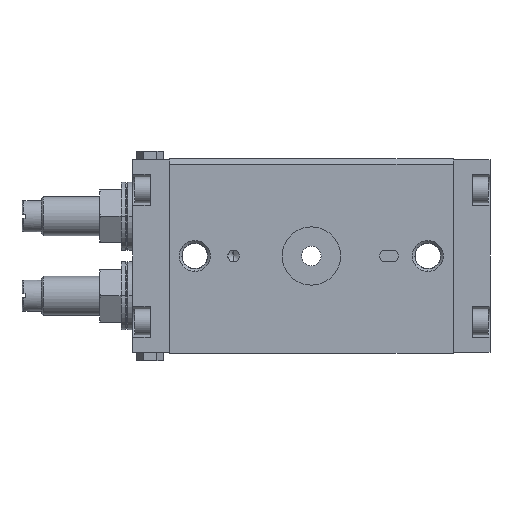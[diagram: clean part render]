
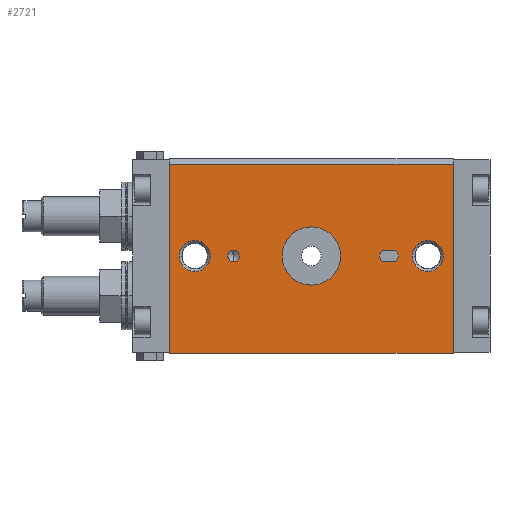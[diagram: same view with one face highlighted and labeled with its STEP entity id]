
A CAD part, front view. The second image highlights one B-rep face of the part: STEP entity #2721.
In plain terms, the highlighted planar face has unit normal (0, -1, 0).
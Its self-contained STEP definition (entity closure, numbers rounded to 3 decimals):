
#59 = ORIENTED_EDGE ( 'NONE', *, *, #14133, .F. ) ;
#120 = CARTESIAN_POINT ( 'NONE',  ( 21., 0., 1.5 ) ) ;
#481 = LINE ( 'NONE', #13715, #3050 ) ;
#521 = DIRECTION ( 'NONE',  ( 0., 1., 0. ) ) ;
#583 = CIRCLE ( 'NONE', #11306, 7.5 ) ;
#703 = EDGE_CURVE ( 'NONE', #13249, #4501, #2253, .T. ) ;
#704 = FACE_BOUND ( 'NONE', #4564, .T. ) ;
#848 = DIRECTION ( 'NONE',  ( -1., 0., 0. ) ) ;
#887 = DIRECTION ( 'NONE',  ( 0., 0., 1. ) ) ;
#1101 = CARTESIAN_POINT ( 'NONE',  ( 19., 0., 0. ) ) ;
#1182 = CARTESIAN_POINT ( 'NONE',  ( -20., 0., 1.5 ) ) ;
#1414 = AXIS2_PLACEMENT_3D ( 'NONE', #2287, #9959, #3384 ) ;
#1427 = EDGE_CURVE ( 'NONE', #2598, #7598, #14086, .T. ) ;
#1642 = VECTOR ( 'NONE', #13162, 1000. ) ;
#1692 = EDGE_CURVE ( 'NONE', #7598, #2598, #4281, .T. ) ;
#1900 = VERTEX_POINT ( 'NONE', #7495 ) ;
#2186 = DIRECTION ( 'NONE',  ( 0., 0., -1. ) ) ;
#2210 = AXIS2_PLACEMENT_3D ( 'NONE', #10709, #7418, #887 ) ;
#2253 = LINE ( 'NONE', #6896, #4791 ) ;
#2287 = CARTESIAN_POINT ( 'NONE',  ( 21., 0., 0. ) ) ;
#2288 = DIRECTION ( 'NONE',  ( 0., -1., 0. ) ) ;
#2320 = EDGE_CURVE ( 'NONE', #8986, #1900, #11695, .T. ) ;
#2473 = EDGE_CURVE ( 'NONE', #12183, #14036, #4462, .T. ) ;
#2518 = EDGE_CURVE ( 'NONE', #1900, #8986, #4116, .T. ) ;
#2598 = VERTEX_POINT ( 'NONE', #2778 ) ;
#2696 = CIRCLE ( 'NONE', #6311, 4. ) ;
#2721 = ADVANCED_FACE ( 'NONE', ( #3273, #704, #8756, #5819, #6506, #2919 ), #9600, .F. ) ;
#2778 = CARTESIAN_POINT ( 'NONE',  ( 30., 0., -4. ) ) ;
#2865 = CARTESIAN_POINT ( 'NONE',  ( 21., 0., 1.5 ) ) ;
#2886 = EDGE_CURVE ( 'NONE', #13434, #13337, #9267, .T. ) ;
#2919 = FACE_OUTER_BOUND ( 'NONE', #12514, .T. ) ;
#3050 = VECTOR ( 'NONE', #6016, 1000. ) ;
#3181 = ORIENTED_EDGE ( 'NONE', *, *, #9306, .F. ) ;
#3183 = DIRECTION ( 'NONE',  ( 0., 1., 0. ) ) ;
#3273 = FACE_BOUND ( 'NONE', #10168, .T. ) ;
#3384 = DIRECTION ( 'NONE',  ( 0., 0., -1. ) ) ;
#3674 = VECTOR ( 'NONE', #848, 1000. ) ;
#4084 = CARTESIAN_POINT ( 'NONE',  ( -20., 0., 0. ) ) ;
#4116 = CIRCLE ( 'NONE', #10449, 1.5 ) ;
#4135 = ORIENTED_EDGE ( 'NONE', *, *, #1427, .T. ) ;
#4254 = CARTESIAN_POINT ( 'NONE',  ( 30., 0., 0. ) ) ;
#4281 = CIRCLE ( 'NONE', #4647, 4. ) ;
#4323 = CARTESIAN_POINT ( 'NONE',  ( 0., 0., -7.5 ) ) ;
#4462 = CIRCLE ( 'NONE', #8223, 1.5 ) ;
#4501 = VERTEX_POINT ( 'NONE', #8992 ) ;
#4548 = CARTESIAN_POINT ( 'NONE',  ( 30., 0., 4. ) ) ;
#4564 = EDGE_LOOP ( 'NONE', ( #4135, #10439 ) ) ;
#4647 = AXIS2_PLACEMENT_3D ( 'NONE', #4254, #11973, #5373 ) ;
#4650 = DIRECTION ( 'NONE',  ( 0., 0., -1. ) ) ;
#4686 = CIRCLE ( 'NONE', #8709, 7.5 ) ;
#4738 = DIRECTION ( 'NONE',  ( 0., -1., 0. ) ) ;
#4791 = VECTOR ( 'NONE', #4650, 1000. ) ;
#4901 = AXIS2_PLACEMENT_3D ( 'NONE', #5399, #13091, #6482 ) ;
#4906 = ORIENTED_EDGE ( 'NONE', *, *, #2473, .F. ) ;
#5174 = ORIENTED_EDGE ( 'NONE', *, *, #2518, .F. ) ;
#5195 = DIRECTION ( 'NONE',  ( 0., 0., -1. ) ) ;
#5218 = VECTOR ( 'NONE', #10769, 1000. ) ;
#5293 = CARTESIAN_POINT ( 'NONE',  ( -30., 0., -4. ) ) ;
#5373 = DIRECTION ( 'NONE',  ( 0., 0., 1. ) ) ;
#5399 = CARTESIAN_POINT ( 'NONE',  ( 30., 0., 0. ) ) ;
#5497 = EDGE_CURVE ( 'NONE', #11082, #11663, #9200, .T. ) ;
#5693 = ORIENTED_EDGE ( 'NONE', *, *, #10207, .T. ) ;
#5712 = CARTESIAN_POINT ( 'NONE',  ( 19., 0., -1.5 ) ) ;
#5819 = FACE_BOUND ( 'NONE', #13279, .T. ) ;
#5885 = EDGE_CURVE ( 'NONE', #13249, #10694, #8848, .T. ) ;
#5934 = EDGE_CURVE ( 'NONE', #4501, #11353, #11428, .T. ) ;
#6016 = DIRECTION ( 'NONE',  ( 1., 0., 0. ) ) ;
#6217 = CARTESIAN_POINT ( 'NONE',  ( 0., 0., 0. ) ) ;
#6276 = CARTESIAN_POINT ( 'NONE',  ( 36.5, 0., 23.586 ) ) ;
#6311 = AXIS2_PLACEMENT_3D ( 'NONE', #7049, #521, #8155 ) ;
#6482 = DIRECTION ( 'NONE',  ( 0., 0., 1. ) ) ;
#6506 = FACE_BOUND ( 'NONE', #11355, .T. ) ;
#6567 = CARTESIAN_POINT ( 'NONE',  ( -36.5, 0., -24.75 ) ) ;
#6645 = CARTESIAN_POINT ( 'NONE',  ( 21., 0., -1.5 ) ) ;
#6896 = CARTESIAN_POINT ( 'NONE',  ( 36.5, 0., 23.586 ) ) ;
#6951 = EDGE_CURVE ( 'NONE', #14036, #11082, #481, .T. ) ;
#6953 = ORIENTED_EDGE ( 'NONE', *, *, #5497, .F. ) ;
#7028 = CARTESIAN_POINT ( 'NONE',  ( -36.5, 0., 23.586 ) ) ;
#7049 = CARTESIAN_POINT ( 'NONE',  ( -30., 0., 0. ) ) ;
#7057 = VERTEX_POINT ( 'NONE', #8418 ) ;
#7062 = CARTESIAN_POINT ( 'NONE',  ( 19., 0., 1.5 ) ) ;
#7104 = ORIENTED_EDGE ( 'NONE', *, *, #2886, .T. ) ;
#7313 = DIRECTION ( 'NONE',  ( 0., 0., -1. ) ) ;
#7418 = DIRECTION ( 'NONE',  ( 0., 1., 0. ) ) ;
#7471 = LINE ( 'NONE', #6567, #1642 ) ;
#7491 = EDGE_CURVE ( 'NONE', #11353, #10694, #7471, .T. ) ;
#7495 = CARTESIAN_POINT ( 'NONE',  ( -20., 0., -1.5 ) ) ;
#7598 = VERTEX_POINT ( 'NONE', #4548 ) ;
#7642 = LINE ( 'NONE', #2865, #13498 ) ;
#7820 = ORIENTED_EDGE ( 'NONE', *, *, #5934, .F. ) ;
#8155 = DIRECTION ( 'NONE',  ( 0., 0., 1. ) ) ;
#8197 = EDGE_LOOP ( 'NONE', ( #5693, #7104 ) ) ;
#8206 = CARTESIAN_POINT ( 'NONE',  ( -36.5, 0., -25. ) ) ;
#8223 = AXIS2_PLACEMENT_3D ( 'NONE', #1101, #8750, #2186 ) ;
#8352 = CARTESIAN_POINT ( 'NONE',  ( 36.5, 0., 23.586 ) ) ;
#8418 = CARTESIAN_POINT ( 'NONE',  ( 0., 0., 7.5 ) ) ;
#8709 = AXIS2_PLACEMENT_3D ( 'NONE', #6217, #13912, #7313 ) ;
#8750 = DIRECTION ( 'NONE',  ( 0., -1., 0. ) ) ;
#8756 = FACE_BOUND ( 'NONE', #8197, .T. ) ;
#8848 = LINE ( 'NONE', #6276, #3674 ) ;
#8859 = CARTESIAN_POINT ( 'NONE',  ( -20., 0., 0. ) ) ;
#8986 = VERTEX_POINT ( 'NONE', #1182 ) ;
#8992 = CARTESIAN_POINT ( 'NONE',  ( 36.5, 0., -25. ) ) ;
#9200 = CIRCLE ( 'NONE', #1414, 1.5 ) ;
#9267 = CIRCLE ( 'NONE', #11064, 4. ) ;
#9306 = EDGE_CURVE ( 'NONE', #7057, #13931, #4686, .T. ) ;
#9600 = PLANE ( 'NONE',  #2210 ) ;
#9657 = ORIENTED_EDGE ( 'NONE', *, *, #5885, .T. ) ;
#9752 = CARTESIAN_POINT ( 'NONE',  ( -30., 0., 0. ) ) ;
#9959 = DIRECTION ( 'NONE',  ( 0., -1., 0. ) ) ;
#9960 = DIRECTION ( 'NONE',  ( 0., 0., -1. ) ) ;
#10168 = EDGE_LOOP ( 'NONE', ( #5174, #12359 ) ) ;
#10207 = EDGE_CURVE ( 'NONE', #13337, #13434, #2696, .T. ) ;
#10439 = ORIENTED_EDGE ( 'NONE', *, *, #1692, .T. ) ;
#10449 = AXIS2_PLACEMENT_3D ( 'NONE', #8859, #2288, #9960 ) ;
#10511 = ORIENTED_EDGE ( 'NONE', *, *, #12239, .F. ) ;
#10536 = DIRECTION ( 'NONE',  ( -1., 0., 0. ) ) ;
#10694 = VERTEX_POINT ( 'NONE', #7028 ) ;
#10709 = CARTESIAN_POINT ( 'NONE',  ( 36.5, 0., 23.586 ) ) ;
#10769 = DIRECTION ( 'NONE',  ( -1., 0., 0. ) ) ;
#10864 = DIRECTION ( 'NONE',  ( 0., 0., 1. ) ) ;
#11064 = AXIS2_PLACEMENT_3D ( 'NONE', #9752, #3183, #10864 ) ;
#11082 = VERTEX_POINT ( 'NONE', #6645 ) ;
#11306 = AXIS2_PLACEMENT_3D ( 'NONE', #11346, #4738, #12437 ) ;
#11346 = CARTESIAN_POINT ( 'NONE',  ( 0., 0., 0. ) ) ;
#11353 = VERTEX_POINT ( 'NONE', #8206 ) ;
#11355 = EDGE_LOOP ( 'NONE', ( #12703, #4906, #10511, #6953 ) ) ;
#11428 = LINE ( 'NONE', #12969, #5218 ) ;
#11663 = VERTEX_POINT ( 'NONE', #120 ) ;
#11695 = CIRCLE ( 'NONE', #13680, 1.5 ) ;
#11802 = DIRECTION ( 'NONE',  ( 0., -1., 0. ) ) ;
#11973 = DIRECTION ( 'NONE',  ( 0., 1., 0. ) ) ;
#11987 = CARTESIAN_POINT ( 'NONE',  ( -30., 0., 4. ) ) ;
#12183 = VERTEX_POINT ( 'NONE', #7062 ) ;
#12239 = EDGE_CURVE ( 'NONE', #11663, #12183, #7642, .T. ) ;
#12359 = ORIENTED_EDGE ( 'NONE', *, *, #2320, .F. ) ;
#12437 = DIRECTION ( 'NONE',  ( 0., 0., -1. ) ) ;
#12514 = EDGE_LOOP ( 'NONE', ( #13893, #9657, #12569, #7820 ) ) ;
#12569 = ORIENTED_EDGE ( 'NONE', *, *, #7491, .F. ) ;
#12703 = ORIENTED_EDGE ( 'NONE', *, *, #6951, .F. ) ;
#12969 = CARTESIAN_POINT ( 'NONE',  ( -36.5, 0., -25. ) ) ;
#13091 = DIRECTION ( 'NONE',  ( 0., 1., 0. ) ) ;
#13162 = DIRECTION ( 'NONE',  ( 0., 0., 1. ) ) ;
#13249 = VERTEX_POINT ( 'NONE', #8352 ) ;
#13279 = EDGE_LOOP ( 'NONE', ( #59, #3181 ) ) ;
#13337 = VERTEX_POINT ( 'NONE', #5293 ) ;
#13434 = VERTEX_POINT ( 'NONE', #11987 ) ;
#13498 = VECTOR ( 'NONE', #10536, 1000. ) ;
#13680 = AXIS2_PLACEMENT_3D ( 'NONE', #4084, #11802, #5195 ) ;
#13715 = CARTESIAN_POINT ( 'NONE',  ( 19., 0., -1.5 ) ) ;
#13893 = ORIENTED_EDGE ( 'NONE', *, *, #703, .F. ) ;
#13912 = DIRECTION ( 'NONE',  ( 0., -1., 0. ) ) ;
#13931 = VERTEX_POINT ( 'NONE', #4323 ) ;
#14036 = VERTEX_POINT ( 'NONE', #5712 ) ;
#14086 = CIRCLE ( 'NONE', #4901, 4. ) ;
#14133 = EDGE_CURVE ( 'NONE', #13931, #7057, #583, .T. ) ;
